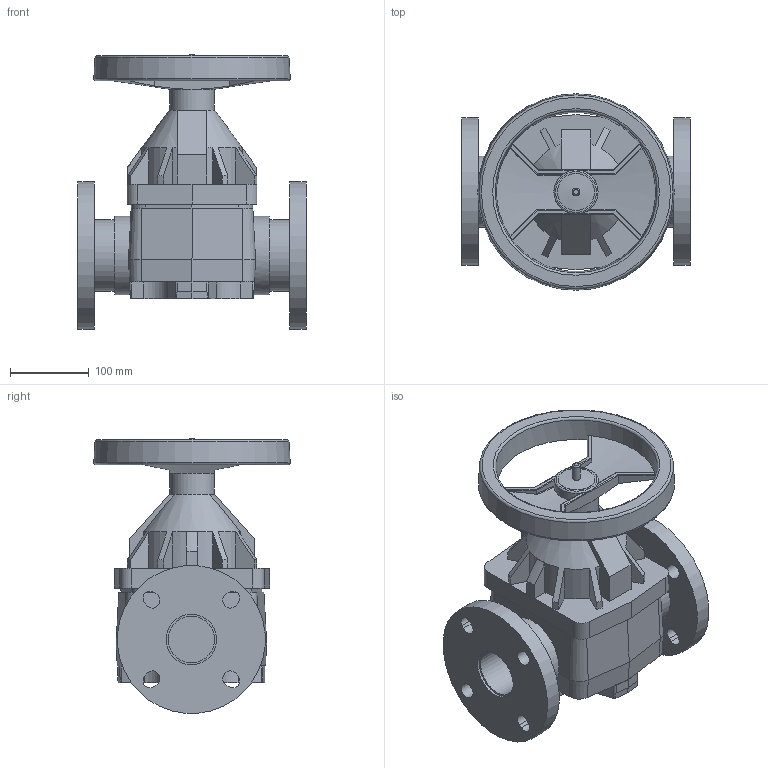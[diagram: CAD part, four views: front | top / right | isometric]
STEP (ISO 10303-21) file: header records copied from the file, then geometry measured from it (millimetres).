
FILE_DESCRIPTION(/* description */ (''),/* implementation_level */ '2;1');
FILE_NAME(/* name */ 'VMOV075E.iam.stp',/* time_stamp */ '2013-10-01T10:40:30+02:00',/* author */ ('bfaro'),/* organization */ (''),/* preprocessor_version */ 'ST-DEVELOPER v15.2',/* originating_system */ 'Autodesk Inventor 2014',/* authorisation */ '');
FILE_SCHEMA (('AUTOMOTIVE_DESIGN { 1 0 10303 214 3 1 1 }'));
Length unit declared in the file: millimetre
Products named in the file (4): SPBDVM075DV; volantino VM 75-90; Flangia Fissa D75 Socket ISO-ASA; VMOV075E
Bounding box: 290 x 249.6 x 348.64 mm (x, y, z)
Volume: 6775953.9 mm3; surface area: 676611 mm2
Topology: 5 solids, 5 shells, 357 faces, 951 edges, 620 vertices
Faces by surface type: plane 184, cylinder 146, cone 20, torus 5, bspline 2
Full cylindrical faces by diameter (mm): 10 x3, 47 x1, 56 x2, 59 x2, 64 x2, 75 x4, 90.6 x2, 99.4 x2, 188 x2, 220 x1, 232 x1
Entity records: 10895 total; most frequent: CARTESIAN_POINT 2502, DIRECTION 1766, ORIENTED_EDGE 1714, EDGE_CURVE 857, AXIS2_PLACEMENT_3D 644, VERTEX_POINT 573, LINE 478, VECTOR 478
